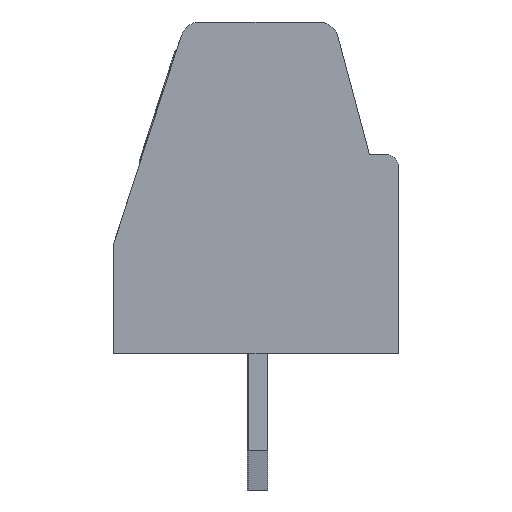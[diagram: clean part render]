
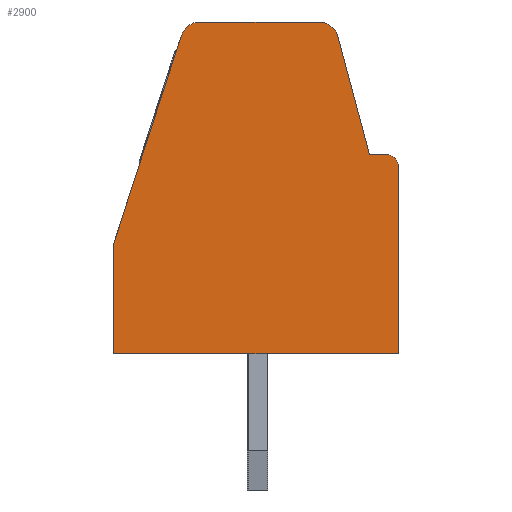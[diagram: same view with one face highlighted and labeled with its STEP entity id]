
A CAD part, left-side view. The second image highlights one B-rep face of the part: STEP entity #2900.
In plain terms, the highlighted planar face has unit normal (-1, 0, 0).
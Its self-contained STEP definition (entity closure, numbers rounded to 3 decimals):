
#2900=ADVANCED_FACE('',(#5466),#5467,.F.);
#5466=FACE_OUTER_BOUND('',#9094,.T.);
#5467=PLANE('',#9095);
#9094=EDGE_LOOP('',(#15251,#15252,#15253,#15254,#15255,#15256,#15257,#15258,#15259,#15260));
#9095=AXIS2_PLACEMENT_3D('',#15261,#15262,#15263);
#15251=ORIENTED_EDGE('',*,*,#17785,.T.);
#15252=ORIENTED_EDGE('',*,*,#17786,.T.);
#15253=ORIENTED_EDGE('',*,*,#17787,.F.);
#15254=ORIENTED_EDGE('',*,*,#17788,.T.);
#15255=ORIENTED_EDGE('',*,*,#17789,.F.);
#15256=ORIENTED_EDGE('',*,*,#17790,.F.);
#15257=ORIENTED_EDGE('',*,*,#17791,.T.);
#15258=ORIENTED_EDGE('',*,*,#17792,.F.);
#15259=ORIENTED_EDGE('',*,*,#17793,.T.);
#15260=ORIENTED_EDGE('',*,*,#17794,.F.);
#15261=CARTESIAN_POINT('',(0.0,-42.152,-35.078));
#15262=DIRECTION('',(1.0,0.,0.));
#15263=DIRECTION('',(0.,1.0,0.));
#17785=EDGE_CURVE('',#21025,#21026,#21027,.T.);
#17786=EDGE_CURVE('',#21026,#21028,#21029,.T.);
#17787=EDGE_CURVE('',#21030,#21028,#21031,.T.);
#17788=EDGE_CURVE('',#21030,#21032,#21033,.T.);
#17789=EDGE_CURVE('',#21034,#21032,#21035,.T.);
#17790=EDGE_CURVE('',#21036,#21034,#21037,.T.);
#17791=EDGE_CURVE('',#21036,#21038,#21039,.T.);
#17792=EDGE_CURVE('',#21040,#21038,#21041,.T.);
#17793=EDGE_CURVE('',#21040,#21042,#21043,.T.);
#17794=EDGE_CURVE('',#21025,#21042,#21044,.T.);
#21025=VERTEX_POINT('',#26094);
#21026=VERTEX_POINT('',#26095);
#21027=LINE('',#26096,#26097);
#21028=VERTEX_POINT('',#26098);
#21029=LINE('',#26099,#26100);
#21030=VERTEX_POINT('',#26101);
#21031=CIRCLE('',#26102,0.5);
#21032=VERTEX_POINT('',#26103);
#21033=LINE('',#26104,#26105);
#21034=VERTEX_POINT('',#26106);
#21035=CIRCLE('',#26107,0.5);
#21036=VERTEX_POINT('',#26108);
#21037=LINE('',#26109,#26110);
#21038=VERTEX_POINT('',#26111);
#21039=LINE('',#26112,#26113);
#21040=VERTEX_POINT('',#26114);
#21041=LINE('',#26115,#26116);
#21042=VERTEX_POINT('',#26117);
#21043=LINE('',#26118,#26119);
#21044=CIRCLE('',#26120,0.3);
#26094=CARTESIAN_POINT('',(0.,0.3,5.1));
#26095=CARTESIAN_POINT('',(0.,0.739,5.1));
#26096=CARTESIAN_POINT('',(0.,-42.152,5.1));
#26097=VECTOR('',#28041,1.0);
#26098=CARTESIAN_POINT('',(0.,1.551,8.129));
#26099=CARTESIAN_POINT('',(0.0,-10.027,-35.078));
#26100=VECTOR('',#28042,1.0);
#26101=CARTESIAN_POINT('',(0.,2.034,8.5));
#26102=AXIS2_PLACEMENT_3D('',#28043,#28044,#28045);
#26103=CARTESIAN_POINT('',(0.,5.087,8.5));
#26104=CARTESIAN_POINT('',(0.,-42.152,8.5));
#26105=VECTOR('',#28046,1.0);
#26106=CARTESIAN_POINT('',(0.,5.562,8.155));
#26107=AXIS2_PLACEMENT_3D('',#28047,#28048,#28049);
#26108=CARTESIAN_POINT('',(0.,7.3,2.806));
#26109=CARTESIAN_POINT('',(0.0,19.609,-35.078));
#26110=VECTOR('',#28050,1.0);
#26111=CARTESIAN_POINT('',(0.,7.3,0.));
#26112=CARTESIAN_POINT('',(0.0,7.3,-35.078));
#26113=VECTOR('',#28051,1.0);
#26114=CARTESIAN_POINT('',(0.,0.,0.));
#26115=CARTESIAN_POINT('',(0.,-42.152,0.0));
#26116=VECTOR('',#28052,1.0);
#26117=CARTESIAN_POINT('',(0.,0.,4.8));
#26118=CARTESIAN_POINT('',(0.0,0.0,-35.078));
#26119=VECTOR('',#28053,1.0);
#26120=AXIS2_PLACEMENT_3D('',#28054,#28055,#28056);
#28041=DIRECTION('',(0.0,1.0,0.));
#28042=DIRECTION('',(0.,0.259,0.966));
#28043=CARTESIAN_POINT('',(0.,2.034,8.));
#28044=DIRECTION('',(1.0,0.,0.));
#28045=DIRECTION('',(0.,1.0,0.));
#28046=DIRECTION('',(0.0,1.0,0.));
#28047=CARTESIAN_POINT('',(0.,5.087,8.));
#28048=DIRECTION('',(1.0,0.,0.));
#28049=DIRECTION('',(0.,1.0,0.));
#28050=DIRECTION('',(0.,-0.309,0.951));
#28051=DIRECTION('',(0.,0.,-1.0));
#28052=DIRECTION('',(0.0,1.0,0.));
#28053=DIRECTION('',(0.,0.,1.0));
#28054=CARTESIAN_POINT('',(0.,0.3,4.8));
#28055=DIRECTION('',(1.0,0.,0.));
#28056=DIRECTION('',(0.,1.0,0.));
